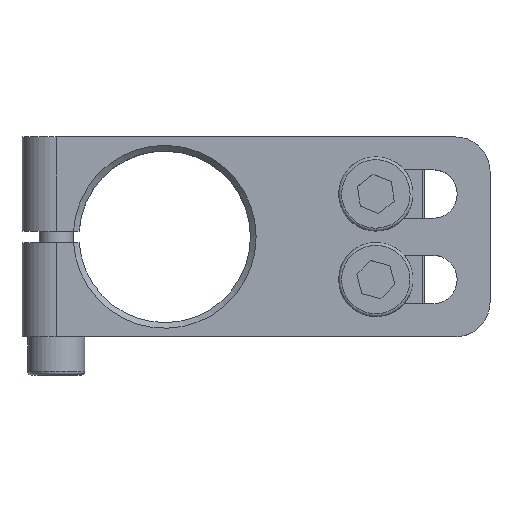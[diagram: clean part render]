
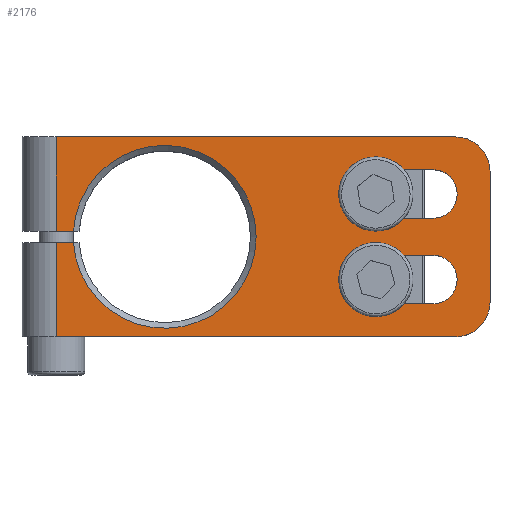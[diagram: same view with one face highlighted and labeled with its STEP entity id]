
A CAD part, top view. The second image highlights one B-rep face of the part: STEP entity #2176.
In plain terms, the highlighted planar face has unit normal (0, 0, 1).
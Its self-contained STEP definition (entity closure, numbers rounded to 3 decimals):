
#60=FACE_BOUND('',#347,.T.);
#61=FACE_BOUND('',#348,.T.);
#121=PLANE('',#2402);
#223=FACE_OUTER_BOUND('',#346,.T.);
#346=EDGE_LOOP('',(#1819,#1820,#1821,#1822,#1823,#1824,#1825,#1826,#1827,
#1828));
#347=EDGE_LOOP('',(#1829,#1830,#1831,#1832));
#348=EDGE_LOOP('',(#1833,#1834,#1835,#1836));
#490=LINE('',#3648,#661);
#496=LINE('',#3670,#667);
#509=LINE('',#3708,#680);
#510=LINE('',#3711,#681);
#511=LINE('',#3716,#682);
#512=LINE('',#3720,#683);
#513=LINE('',#3721,#684);
#514=LINE('',#3723,#685);
#515=LINE('',#3726,#686);
#516=LINE('',#3728,#687);
#517=LINE('',#3731,#688);
#661=VECTOR('',#2892,10.);
#667=VECTOR('',#2912,10.);
#680=VECTOR('',#2945,10.);
#681=VECTOR('',#2950,10.);
#682=VECTOR('',#2955,10.);
#683=VECTOR('',#2958,10.);
#684=VECTOR('',#2959,10.);
#685=VECTOR('',#2960,10.);
#686=VECTOR('',#2963,10.);
#687=VECTOR('',#2964,10.);
#688=VECTOR('',#2967,10.);
#784=CIRCLE('',#2361,6.5);
#789=CIRCLE('',#2369,6.5);
#803=CIRCLE('',#2392,16.025);
#807=CIRCLE('',#2403,6.);
#808=CIRCLE('',#2404,6.);
#809=CIRCLE('',#2405,4.25);
#810=CIRCLE('',#2406,4.25);
#958=VERTEX_POINT('',#3583);
#960=VERTEX_POINT('',#3587);
#964=VERTEX_POINT('',#3601);
#966=VERTEX_POINT('',#3605);
#978=VERTEX_POINT('',#3643);
#979=VERTEX_POINT('',#3647);
#987=VERTEX_POINT('',#3667);
#988=VERTEX_POINT('',#3669);
#999=VERTEX_POINT('',#3705);
#1000=VERTEX_POINT('',#3707);
#1001=VERTEX_POINT('',#3713);
#1002=VERTEX_POINT('',#3715);
#1003=VERTEX_POINT('',#3717);
#1004=VERTEX_POINT('',#3719);
#1005=VERTEX_POINT('',#3722);
#1006=VERTEX_POINT('',#3724);
#1007=VERTEX_POINT('',#3727);
#1008=VERTEX_POINT('',#3729);
#1228=EDGE_CURVE('',#958,#960,#784,.T.);
#1237=EDGE_CURVE('',#964,#966,#789,.T.);
#1253=EDGE_CURVE('',#978,#979,#490,.T.);
#1264=EDGE_CURVE('',#987,#988,#496,.T.);
#1267=EDGE_CURVE('',#988,#978,#803,.T.);
#1282=EDGE_CURVE('',#999,#1000,#509,.T.);
#1284=EDGE_CURVE('',#1000,#987,#510,.T.);
#1285=EDGE_CURVE('',#1001,#999,#807,.T.);
#1286=EDGE_CURVE('',#1002,#1001,#511,.T.);
#1287=EDGE_CURVE('',#1003,#1002,#808,.T.);
#1288=EDGE_CURVE('',#1004,#1003,#512,.T.);
#1289=EDGE_CURVE('',#979,#1004,#513,.T.);
#1290=EDGE_CURVE('',#960,#1005,#514,.T.);
#1291=EDGE_CURVE('',#1005,#1006,#809,.T.);
#1292=EDGE_CURVE('',#1006,#958,#515,.T.);
#1293=EDGE_CURVE('',#966,#1007,#516,.T.);
#1294=EDGE_CURVE('',#1007,#1008,#810,.T.);
#1295=EDGE_CURVE('',#1008,#964,#517,.T.);
#1819=ORIENTED_EDGE('',*,*,#1267,.F.);
#1820=ORIENTED_EDGE('',*,*,#1264,.F.);
#1821=ORIENTED_EDGE('',*,*,#1284,.F.);
#1822=ORIENTED_EDGE('',*,*,#1282,.F.);
#1823=ORIENTED_EDGE('',*,*,#1285,.F.);
#1824=ORIENTED_EDGE('',*,*,#1286,.F.);
#1825=ORIENTED_EDGE('',*,*,#1287,.F.);
#1826=ORIENTED_EDGE('',*,*,#1288,.F.);
#1827=ORIENTED_EDGE('',*,*,#1289,.F.);
#1828=ORIENTED_EDGE('',*,*,#1253,.F.);
#1829=ORIENTED_EDGE('',*,*,#1228,.T.);
#1830=ORIENTED_EDGE('',*,*,#1290,.T.);
#1831=ORIENTED_EDGE('',*,*,#1291,.T.);
#1832=ORIENTED_EDGE('',*,*,#1292,.T.);
#1833=ORIENTED_EDGE('',*,*,#1237,.T.);
#1834=ORIENTED_EDGE('',*,*,#1293,.T.);
#1835=ORIENTED_EDGE('',*,*,#1294,.T.);
#1836=ORIENTED_EDGE('',*,*,#1295,.T.);
#2176=ADVANCED_FACE('',(#223,#60,#61),#121,.T.);
#2361=AXIS2_PLACEMENT_3D('',#3589,#2839,#2840);
#2369=AXIS2_PLACEMENT_3D('',#3607,#2859,#2860);
#2392=AXIS2_PLACEMENT_3D('',#3677,#2917,#2918);
#2402=AXIS2_PLACEMENT_3D('',#3712,#2951,#2952);
#2403=AXIS2_PLACEMENT_3D('',#3714,#2953,#2954);
#2404=AXIS2_PLACEMENT_3D('',#3718,#2956,#2957);
#2405=AXIS2_PLACEMENT_3D('',#3725,#2961,#2962);
#2406=AXIS2_PLACEMENT_3D('',#3730,#2965,#2966);
#2839=DIRECTION('center_axis',(0.,0.,-1.));
#2840=DIRECTION('ref_axis',(-1.,0.,0.));
#2859=DIRECTION('center_axis',(0.,0.,-1.));
#2860=DIRECTION('ref_axis',(-1.,0.,0.));
#2892=DIRECTION('',(-1.,0.,0.));
#2912=DIRECTION('',(1.,0.,0.));
#2917=DIRECTION('center_axis',(0.,0.,1.));
#2918=DIRECTION('ref_axis',(0.998,0.067,0.));
#2945=DIRECTION('',(-1.,0.,0.));
#2950=DIRECTION('',(0.,1.,0.));
#2951=DIRECTION('center_axis',(0.,0.,1.));
#2952=DIRECTION('ref_axis',(1.,0.,0.));
#2953=DIRECTION('center_axis',(0.,0.,-1.));
#2954=DIRECTION('ref_axis',(0.707,-0.707,0.));
#2955=DIRECTION('',(0.,-1.,0.));
#2956=DIRECTION('center_axis',(0.,0.,-1.));
#2957=DIRECTION('ref_axis',(0.707,0.707,0.));
#2958=DIRECTION('',(1.,0.,0.));
#2959=DIRECTION('',(0.,1.,0.));
#2960=DIRECTION('',(1.,0.,0.));
#2961=DIRECTION('center_axis',(0.,0.,-1.));
#2962=DIRECTION('ref_axis',(0.,1.,0.));
#2963=DIRECTION('',(-1.,0.,0.));
#2964=DIRECTION('',(1.,0.,0.));
#2965=DIRECTION('center_axis',(0.,0.,-1.));
#2966=DIRECTION('ref_axis',(0.,1.,0.));
#2967=DIRECTION('',(-1.,0.,0.));
#3583=CARTESIAN_POINT('',(41.918,-11.75,10.));
#3587=CARTESIAN_POINT('',(41.918,-3.25,10.));
#3589=CARTESIAN_POINT('Origin',(37.,-7.5,10.));
#3601=CARTESIAN_POINT('',(41.918,3.25,10.));
#3605=CARTESIAN_POINT('',(41.918,11.75,10.));
#3607=CARTESIAN_POINT('Origin',(37.,7.5,10.));
#3643=CARTESIAN_POINT('',(-15.994,1.,10.));
#3647=CARTESIAN_POINT('',(-19.,1.,10.));
#3648=CARTESIAN_POINT('',(-25.,1.,10.));
#3667=CARTESIAN_POINT('',(-19.,-1.,10.));
#3669=CARTESIAN_POINT('',(-15.994,-1.,10.));
#3670=CARTESIAN_POINT('',(-14.992,-1.,10.));
#3677=CARTESIAN_POINT('Origin',(0.,0.,10.));
#3705=CARTESIAN_POINT('',(51.,-17.5,10.));
#3707=CARTESIAN_POINT('',(-19.,-17.5,10.));
#3708=CARTESIAN_POINT('',(-25.,-17.5,10.));
#3711=CARTESIAN_POINT('',(-19.,-8.75,10.));
#3712=CARTESIAN_POINT('Origin',(16.,0.,10.));
#3713=CARTESIAN_POINT('',(57.,-11.5,10.));
#3714=CARTESIAN_POINT('Origin',(51.,-11.5,10.));
#3715=CARTESIAN_POINT('',(57.,11.5,10.));
#3716=CARTESIAN_POINT('',(57.,-17.5,10.));
#3717=CARTESIAN_POINT('',(51.,17.5,10.));
#3718=CARTESIAN_POINT('Origin',(51.,11.5,10.));
#3719=CARTESIAN_POINT('',(-19.,17.5,10.));
#3720=CARTESIAN_POINT('',(57.,17.5,10.));
#3721=CARTESIAN_POINT('',(-19.,0.5,10.));
#3722=CARTESIAN_POINT('',(47.,-3.25,10.));
#3723=CARTESIAN_POINT('',(26.5,-3.25,10.));
#3724=CARTESIAN_POINT('',(47.,-11.75,10.));
#3725=CARTESIAN_POINT('Origin',(47.,-7.5,10.));
#3726=CARTESIAN_POINT('',(31.5,-11.75,10.));
#3727=CARTESIAN_POINT('',(47.,11.75,10.));
#3728=CARTESIAN_POINT('',(26.5,11.75,10.));
#3729=CARTESIAN_POINT('',(47.,3.25,10.));
#3730=CARTESIAN_POINT('Origin',(47.,7.5,10.));
#3731=CARTESIAN_POINT('',(31.5,3.25,10.));
